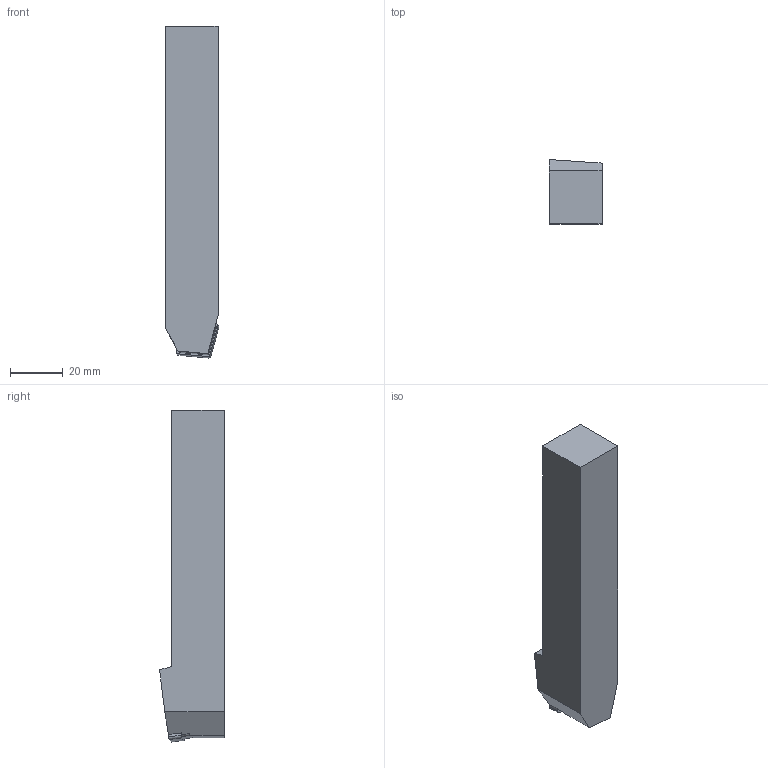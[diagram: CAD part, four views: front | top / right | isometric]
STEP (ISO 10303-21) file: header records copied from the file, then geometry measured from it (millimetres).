
FILE_DESCRIPTION(/* description */ (''),/* implementation_level */ '2;1');
FILE_NAME(/* name */ 'PCBNL2020K12.stp',/* time_stamp */ '2023-01-20T12:48:12+01:00',/* author */ (''),/* organization */ (''),/* preprocessor_version */ 'ST-DEVELOPER v16.7',/* originating_system */ 'SIEMENS PLM Software NX 12.0',/* authorisation */ '');
FILE_SCHEMA (('AUTOMOTIVE_DESIGN { 1 0 10303 214 3 1 1 1 }'));
Length unit declared in the file: millimetre
Products named in the file (1): kl622AD4D271s31b
Bounding box: 20.3 x 24.49 x 125.49 mm (x, y, z)
Volume: 49468 mm3; surface area: 11369.7 mm2
Topology: 2 solids, 2 shells, 44 faces, 115 edges, 75 vertices
Faces by surface type: plane 34, cylinder 10
Full cylindrical faces by diameter (mm): 4.5 x1, 5 x1
Entity records: 1361 total; most frequent: DIRECTION 229, CARTESIAN_POINT 229, ORIENTED_EDGE 222, EDGE_CURVE 111, LINE 83, VECTOR 83, VERTEX_POINT 73, AXIS2_PLACEMENT_3D 73
